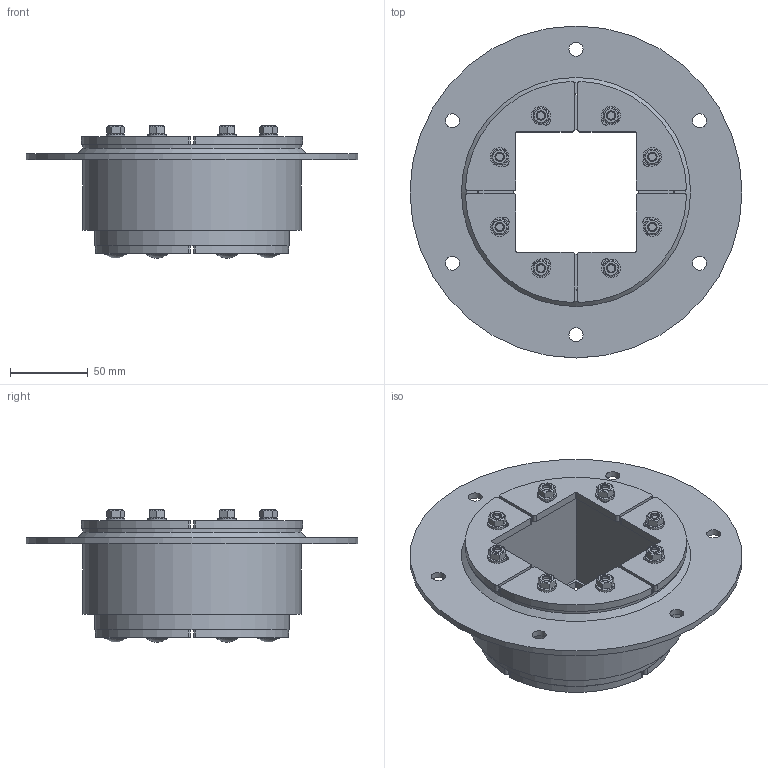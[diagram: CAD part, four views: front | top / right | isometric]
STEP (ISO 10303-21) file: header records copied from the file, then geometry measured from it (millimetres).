
FILE_DESCRIPTION((''),'2;1');
FILE_NAME('R125BEX.stp','2014-03-14T08:50:36',('se-milkar'),(''),'Autodesk Inventor 2013','Autodesk Inventor 2013','');
FILE_SCHEMA(('AUTOMOTIVE_DESIGN { 1 2 10303 214 0 1 1 1 }'));
Length unit declared in the file: millimetre
Products named in the file (9): R125BEX; SEAL_R125; RUBBER_R125EX; FRONT_FITTING_R125_EX; REAR_FITTING_R125_EX; SLFR125; Bolt GOST 7801-81 M6×80; ISO 4032 M6; ISO 7089 6 - 140 HV
Assembly tree (35 placements, depth 3):
  R125BEX
    SEAL_R125
      RUBBER_R125EX
      FRONT_FITTING_R125_EX  x4
      REAR_FITTING_R125_EX  x4
    SLFR125
    Bolt GOST 7801-81 M6×80  x8
    ISO 4032 M6  x8
    ISO 7089 6 - 140 HV  x8
Bounding box: 213 x 213 x 84.73 mm (x, y, z)
Volume: 707664.2 mm3; surface area: 220267 mm2
Topology: 34 solids, 34 shells, 422 faces, 1006 edges, 662 vertices
Faces by surface type: plane 218, cylinder 155, cone 41, sphere 8
Full cylindrical faces by diameter (mm): 4.917 x8, 6 x16, 6.4 x8, 9 x6, 12 x8, 14 x8, 125 x1, 126 x1, 140 x2, 213 x1
Entity records: 3526 total; most frequent: DIRECTION 607, CARTESIAN_POINT 557, ORIENTED_EDGE 442, AXIS2_PLACEMENT_3D 251, EDGE_CURVE 221, EDGE_LOOP 180, VERTEX_POINT 165, VECTOR 105
